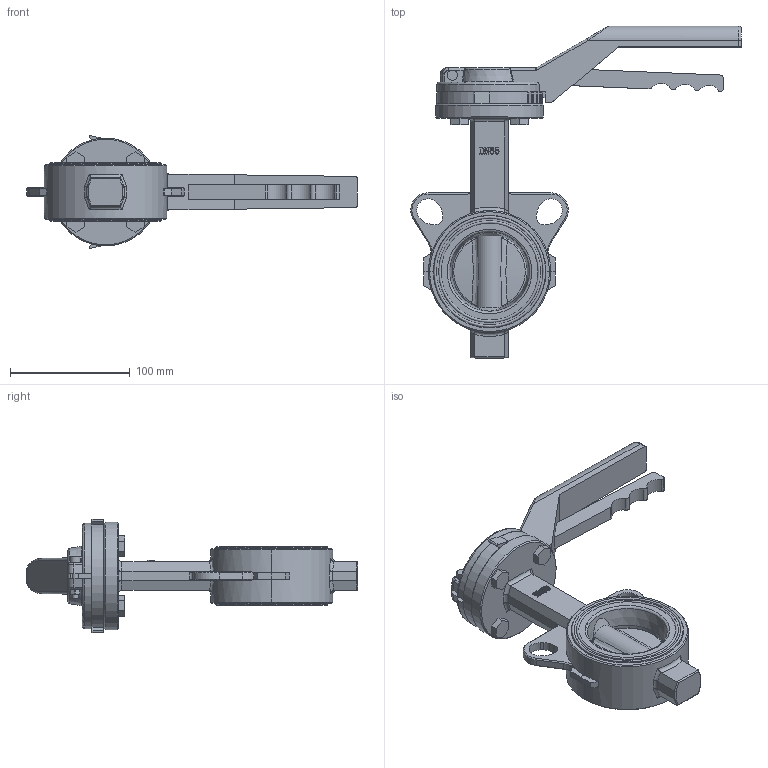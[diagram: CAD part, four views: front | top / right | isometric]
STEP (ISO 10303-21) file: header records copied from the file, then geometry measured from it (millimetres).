
FILE_DESCRIPTION(/* description */ ('Unknown','CAx-IF Rec.Pracs.---Representation and Presentation of Product Manufacturing Information (PMI)---4.0---2014-10-13','CAx-IF Rec.Pracs.---3D Tessellated Geometry---0.4---2014-09-14','2;1'),/* implementation_level */ '2;1');
FILE_NAME(/* name */ '5400-10',/* time_stamp */ '2024-02-23T09:53:18+01:00',/* author */ ('Unknown'),/* organization */ ('Unknown'),/* preprocessor_version */ 'ST-DEVELOPER v18.102',/* originating_system */ 'Solid Edge',/* authorisation */ 'Unknown');
FILE_SCHEMA (('AP242_MANAGED_MODEL_BASED_3D_ENGINEERING_MIM_LF { 1 0 10303 442 1 1 4 }'));
Length unit declared in the file: millimetre
Products named in the file (13): 5400-10_PTFE-WAFER_DN065; M8x20; Handhebel 040-150; DIN934_M5; DIN912M5x30; ISO-Flansch; 5.400.065-oa0; seat; 5.400.065_Körper; 5.400.065_Körper_0; disc; 5.400.065_Spindel
Assembly tree (15 placements, depth 3):
  5400-10_PTFE-WAFER_DN065
    M8x20  x4
    Handhebel 040-150
      DIN934_M5
      DIN912M5x30
      Handhebel 040-150
      ISO-Flansch
    5.400.065-oa0
      seat
      5.400.065_Körper
      5.400.065_Körper_0
      disc
      5.400.065_Spindel
Bounding box: 275.73 x 277 x 94.3 mm (x, y, z)
Volume: 650477.5 mm3; surface area: 202101 mm2
Topology: 13 solids, 13 shells, 891 faces, 2412 edges, 1579 vertices
Faces by surface type: plane 428, cylinder 206, bspline 159, torus 55, cone 43
Full cylindrical faces by diameter (mm): 4.134 x1, 4.917 x4, 5 x1, 6 x2, 6.647 x4, 7 x4, 8 x5, 8.5 x1, 9 x4, 10 x5, 12.6 x4, 12.75 x1, 14.5 x1, 17.45 x2, 21.8 x2, 23 x1, 56 x1, 73.6 x2, 83 x2, 90 x1, 93 x2
Entity records: 39023 total; most frequent: CARTESIAN_POINT 15293, ORIENTED_EDGE 4444, DIRECTION 3744, EDGE_CURVE 2222, VERTEX_POINT 1492, AXIS2_PLACEMENT_3D 1287, LINE 1170, VECTOR 1170
